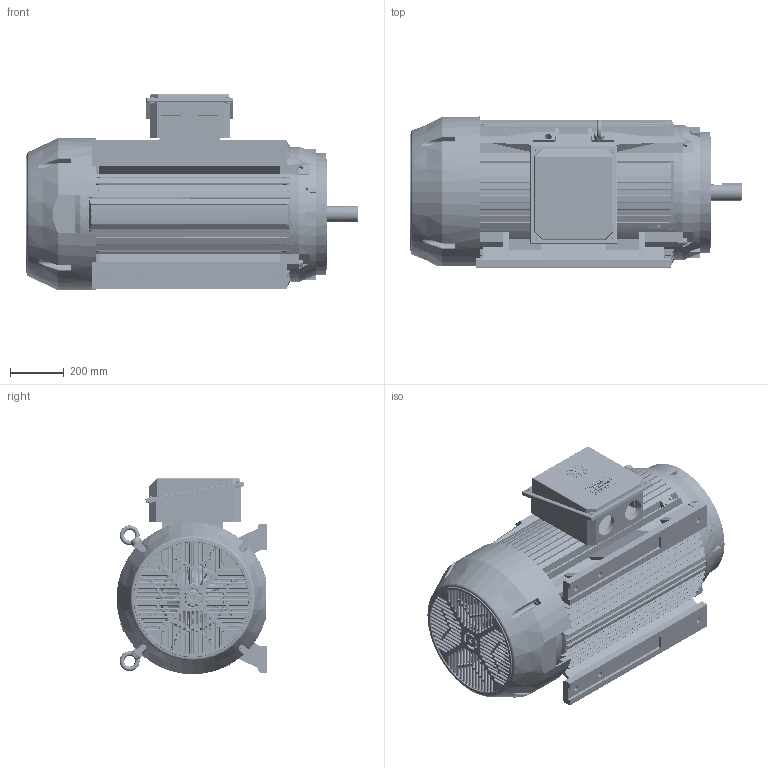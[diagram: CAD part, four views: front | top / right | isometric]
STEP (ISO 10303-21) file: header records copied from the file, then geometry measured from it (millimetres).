
FILE_DESCRIPTION (( 'STEP AP203' ), '1' );
FILE_NAME ('TFC 447-449TS C 俋倛芞F1 CFC.STEP', '2017-03-17T00:30:11', ( 'abc' ), ( '' ), 'SwSTEP 2.0', 'SolidWorks 2008', '' );
FILE_SCHEMA (( 'CONFIG_CONTROL_DESIGN' ));
Products named in the file (28): TC 280 轴承外盖NDE_默认; 16_默认; 10_默认; TFC 447(9)B3机座(新)_默认; 447TS-2P转子_默认; 447（9）TS-2P转轴8HMN.200.T132_默认; TFC440T-座 _默认; TFC440T-盖_默认; NEMA 440接线盒座、盖垫_默认; hexagon head bolts-full thread gb_GB_FASTENER_BOLT_STBAB A M8X20-N; TFC 447-449TS C 俋倛芞F1 CFC; TC280 B3后端盖(170)_默认; TFC 440TC(2极-170) 法兰_默认; TC 280 轴承外盖DE_默认; IE2 280-4P风叶_默认; M16-50_默认; M10-80_默认; 扣塞_默认; 铜油嘴_默认; 吊环M20_默认; 6316_默认; 油封80-100-10_默认; 440接线盒座垫_默认; TFC440装配体_默认; M8-12_默认; TFC 440TS 平键_默认; 280后端盖螺栓_默认; TX 280铸铁风罩3_默认
Assembly tree (50 placements, depth 3):
  TFC 447-449TS C 俋倛芞F1 CFC
    TC 280 轴承外盖DE_默认
    扣塞_默认
    TFC 447(9)B3机座(新)_默认
    10_默认  x4
    280后端盖螺栓_默认  x4
    吊环M20_默认  x2
    油封80-100-10_默认
    M10-80_默认  x4
    440接线盒座垫_默认
    hexagon head bolts-full thread gb_GB_FASTENER_BOLT_STBAB A M8X20-N  x4
    TFC440装配体_默认
      NEMA 440接线盒座、盖垫_默认
      TFC440T-盖_默认
      M8-12_默认  x4
      TFC440T-座 _默认
    TFC 440TC(2极-170) 法兰_默认
    TC280 B3后端盖(170)_默认
    16_默认  x4
    M16-50_默认  x4
    IE2 280-4P风叶_默认
    TC 280 轴承外盖NDE_默认
    TFC 440TS 平键_默认
    TX 280铸铁风罩3_默认
    447TS-2P转子_默认
      6316_默认  x2
      447（9）TS-2P转轴8HMN.200.T132_默认
    铜油嘴_默认
Bounding box: 1239.65 x 563.4 x 733.9 mm (x, y, z)
Volume: 54488154.1 mm3; surface area: 9541875.5 mm2
Topology: 49 solids, 49 shells, 5916 faces, 15583 edges, 9619 vertices
Faces by surface type: plane 2175, cylinder 1925, torus 1006, cone 358, bspline 328, sphere 124
Entity records: 199516 total; most frequent: CARTESIAN_POINT 65646, ORIENTED_EDGE 27944, DIRECTION 26910, EDGE_CURVE 13972, AXIS2_PLACEMENT_3D 10344, VERTEX_POINT 8680, VECTOR 6222, LINE 6222
